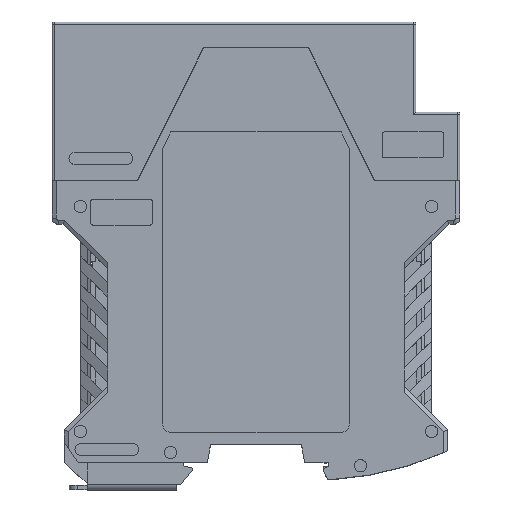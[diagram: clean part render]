
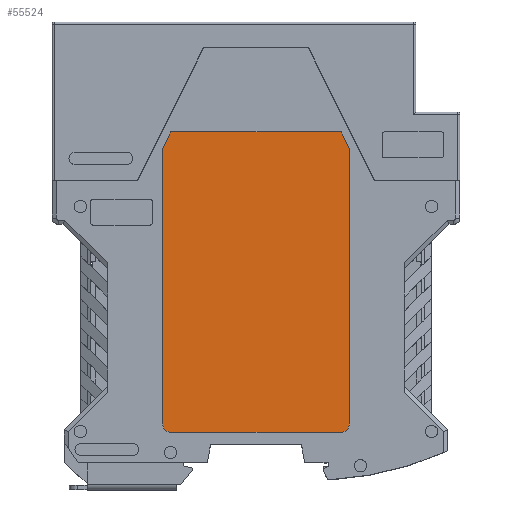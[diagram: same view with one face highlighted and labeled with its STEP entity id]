
A CAD part, top view. The second image highlights one B-rep face of the part: STEP entity #55524.
In plain terms, the highlighted planar face has unit normal (0, 0, 1).
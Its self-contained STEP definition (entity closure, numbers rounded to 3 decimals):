
#621=CIRCLE('',#58787,2.);
#622=CIRCLE('',#58788,2.);
#3176=FACE_OUTER_BOUND('',#6113,.T.);
#6113=EDGE_LOOP('',(#38178,#38179,#38180,#38181,#38182,#38183,#38184,#38185));
#9960=LINE('',#79683,#16794);
#9961=LINE('',#79687,#16795);
#9962=LINE('',#79691,#16796);
#9963=LINE('',#79693,#16797);
#9964=LINE('',#79695,#16798);
#9965=LINE('',#79696,#16799);
#16794=VECTOR('',#64155,1.);
#16795=VECTOR('',#64158,1.);
#16796=VECTOR('',#64161,1.);
#16797=VECTOR('',#64162,1.);
#16798=VECTOR('',#64163,1.);
#16799=VECTOR('',#64164,1.);
#23467=VERTEX_POINT('',#79681);
#23468=VERTEX_POINT('',#79682);
#23469=VERTEX_POINT('',#79684);
#23470=VERTEX_POINT('',#79686);
#23471=VERTEX_POINT('',#79688);
#23472=VERTEX_POINT('',#79690);
#23473=VERTEX_POINT('',#79692);
#23474=VERTEX_POINT('',#79694);
#29217=EDGE_CURVE('',#23467,#23468,#9960,.T.);
#29218=EDGE_CURVE('',#23469,#23468,#621,.T.);
#29219=EDGE_CURVE('',#23469,#23470,#9961,.T.);
#29220=EDGE_CURVE('',#23470,#23471,#622,.T.);
#29221=EDGE_CURVE('',#23471,#23472,#9962,.T.);
#29222=EDGE_CURVE('',#23472,#23473,#9963,.T.);
#29223=EDGE_CURVE('',#23473,#23474,#9964,.T.);
#29224=EDGE_CURVE('',#23474,#23467,#9965,.T.);
#38178=ORIENTED_EDGE('',*,*,#29217,.T.);
#38179=ORIENTED_EDGE('',*,*,#29218,.F.);
#38180=ORIENTED_EDGE('',*,*,#29219,.T.);
#38181=ORIENTED_EDGE('',*,*,#29220,.T.);
#38182=ORIENTED_EDGE('',*,*,#29221,.T.);
#38183=ORIENTED_EDGE('',*,*,#29222,.T.);
#38184=ORIENTED_EDGE('',*,*,#29223,.T.);
#38185=ORIENTED_EDGE('',*,*,#29224,.T.);
#53214=PLANE('',#58786);
#55524=ADVANCED_FACE('',(#3176),#53214,.T.);
#58786=AXIS2_PLACEMENT_3D('',#79680,#64153,#64154);
#58787=AXIS2_PLACEMENT_3D('',#79685,#64156,#64157);
#58788=AXIS2_PLACEMENT_3D('',#79689,#64159,#64160);
#64153=DIRECTION('center_axis',(0.,0.,1.));
#64154=DIRECTION('ref_axis',(1.,0.,0.));
#64155=DIRECTION('',(0.,-1.,0.));
#64156=DIRECTION('center_axis',(0.,0.,-1.));
#64157=DIRECTION('ref_axis',(-1.,0.,0.));
#64158=DIRECTION('',(1.,0.,0.));
#64159=DIRECTION('center_axis',(0.,0.,1.));
#64160=DIRECTION('ref_axis',(1.,0.,0.));
#64161=DIRECTION('',(0.,1.,0.));
#64162=DIRECTION('',(-0.447,0.894,0.));
#64163=DIRECTION('',(-1.,0.,0.));
#64164=DIRECTION('',(-0.447,-0.894,0.));
#79680=CARTESIAN_POINT('Origin',(3.747,57.985,11.1));
#79681=CARTESIAN_POINT('',(-22.65,84.3,11.1));
#79682=CARTESIAN_POINT('',(-22.65,17.4,11.1));
#79683=CARTESIAN_POINT('',(-22.65,0.,11.1));
#79684=CARTESIAN_POINT('',(-20.65,15.4,11.1));
#79685=CARTESIAN_POINT('Origin',(-20.65,17.4,11.1));
#79686=CARTESIAN_POINT('',(20.65,15.4,11.1));
#79687=CARTESIAN_POINT('',(0.,15.4,11.1));
#79688=CARTESIAN_POINT('',(22.65,17.4,11.1));
#79689=CARTESIAN_POINT('Origin',(20.65,17.4,11.1));
#79690=CARTESIAN_POINT('',(22.65,84.3,11.1));
#79691=CARTESIAN_POINT('',(22.65,0.,11.1));
#79692=CARTESIAN_POINT('',(20.65,88.3,11.1));
#79693=CARTESIAN_POINT('',(51.84,25.92,11.1));
#79694=CARTESIAN_POINT('',(-20.65,88.3,11.1));
#79695=CARTESIAN_POINT('',(0.,88.3,11.1));
#79696=CARTESIAN_POINT('',(-51.84,25.92,11.1));
